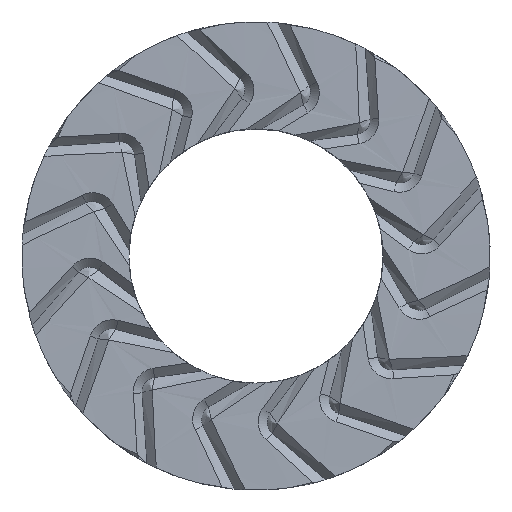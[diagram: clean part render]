
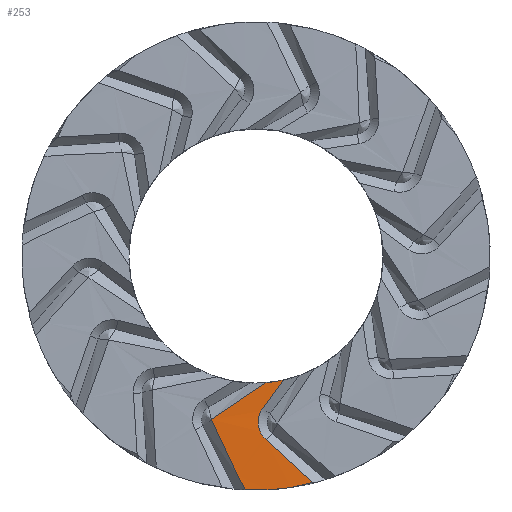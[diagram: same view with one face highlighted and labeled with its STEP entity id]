
A CAD part, top view. The second image highlights one B-rep face of the part: STEP entity #253.
In plain terms, the highlighted planar face has unit normal (0, 0, 1).
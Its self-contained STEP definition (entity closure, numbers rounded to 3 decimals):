
#253 = ADVANCED_FACE( '', ( #593 ), #594, .T. );
#593 = FACE_OUTER_BOUND( '', #1127, .T. );
#594 = PLANE( '', #1128 );
#1127 = EDGE_LOOP( '', ( #2054, #2055, #2056, #2057, #2058, #2059, #2060, #2061, #2062 ) );
#1128 = AXIS2_PLACEMENT_3D( '', #2063, #2064, #2065 );
#2054 = ORIENTED_EDGE( '', *, *, #2930, .T. );
#2055 = ORIENTED_EDGE( '', *, *, #3121, .T. );
#2056 = ORIENTED_EDGE( '', *, *, #3122, .F. );
#2057 = ORIENTED_EDGE( '', *, *, #3123, .T. );
#2058 = ORIENTED_EDGE( '', *, *, #3124, .T. );
#2059 = ORIENTED_EDGE( '', *, *, #3125, .F. );
#2060 = ORIENTED_EDGE( '', *, *, #3126, .F. );
#2061 = ORIENTED_EDGE( '', *, *, #2909, .F. );
#2062 = ORIENTED_EDGE( '', *, *, #2908, .F. );
#2063 = CARTESIAN_POINT( '', ( 0., 0., 0. ) );
#2064 = DIRECTION( '', ( 0., 0., 1. ) );
#2065 = DIRECTION( '', ( 1., 0., 0. ) );
#2908 = EDGE_CURVE( '', #3436, #3439, #3440, .T. );
#2909 = EDGE_CURVE( '', #3439, #3441, #3442, .T. );
#2930 = EDGE_CURVE( '', #3436, #3476, #3479, .F. );
#3121 = EDGE_CURVE( '', #3476, #3793, #3794, .T. );
#3122 = EDGE_CURVE( '', #3795, #3793, #3796, .T. );
#3123 = EDGE_CURVE( '', #3795, #3797, #3798, .T. );
#3124 = EDGE_CURVE( '', #3797, #3799, #3800, .T. );
#3125 = EDGE_CURVE( '', #3801, #3799, #3802, .T. );
#3126 = EDGE_CURVE( '', #3441, #3801, #3803, .T. );
#3436 = VERTEX_POINT( '', #4210 );
#3439 = VERTEX_POINT( '', #4214 );
#3440 = B_SPLINE_CURVE_WITH_KNOTS( '', 3, ( #4215, #4216, #4217, #4218 ), .UNSPECIFIED., .F., .F., ( 4, 4 ), ( 0., 1. ), .UNSPECIFIED. );
#3441 = VERTEX_POINT( '', #4219 );
#3442 = B_SPLINE_CURVE_WITH_KNOTS( '', 3, ( #4220, #4221, #4222, #4223 ), .UNSPECIFIED., .F., .F., ( 4, 4 ), ( 0., 1. ), .UNSPECIFIED. );
#3476 = VERTEX_POINT( '', #4278 );
#3479 = LINE( '', #4281, #4282 );
#3793 = VERTEX_POINT( '', #4767 );
#3794 = CIRCLE( '', #4768, 2.17 );
#3795 = VERTEX_POINT( '', #4769 );
#3796 = LINE( '', #4770, #4771 );
#3797 = VERTEX_POINT( '', #4772 );
#3798 = B_SPLINE_CURVE_WITH_KNOTS( '', 1, ( #4773, #4774 ), .UNSPECIFIED., .F., .F., ( 2, 2 ), ( 0., 1. ), .UNSPECIFIED. );
#3799 = VERTEX_POINT( '', #4775 );
#3800 = LINE( '', #4776, #4777 );
#3801 = VERTEX_POINT( '', #4778 );
#3802 = CIRCLE( '', #4779, 4. );
#3803 = LINE( '', #4780, #4781 );
#4210 = CARTESIAN_POINT( '', ( 0.115, -2.599, -0.007 ) );
#4214 = CARTESIAN_POINT( '', ( 0.072, -2.999, 0.001 ) );
#4215 = CARTESIAN_POINT( '', ( 0.114, -2.601, -0.009 ) );
#4216 = CARTESIAN_POINT( '', ( 0.027, -2.714, -0.007 ) );
#4217 = CARTESIAN_POINT( '', ( 0.016, -2.871, -0.003 ) );
#4218 = CARTESIAN_POINT( '', ( 0.072, -2.999, 0.001 ) );
#4219 = CARTESIAN_POINT( '', ( 0.179, -3.139, 0.002 ) );
#4220 = CARTESIAN_POINT( '', ( 0.072, -2.999, 0.001 ) );
#4221 = CARTESIAN_POINT( '', ( 0.095, -3.052, 0.002 ) );
#4222 = CARTESIAN_POINT( '', ( 0.13, -3.1, 0.004 ) );
#4223 = CARTESIAN_POINT( '', ( 0.175, -3.138, 0.005 ) );
#4278 = CARTESIAN_POINT( '', ( 0.466, -2.119, 0. ) );
#4281 = CARTESIAN_POINT( '', ( 0.111, -2.588, 0. ) );
#4282 = VECTOR( '', #5345, 1000. );
#4767 = CARTESIAN_POINT( '', ( 0.171, -2.163, 0. ) );
#4768 = AXIS2_PLACEMENT_3D( '', #5512, #5513, #5514 );
#4769 = CARTESIAN_POINT( '', ( -0.762, -2.79, 0. ) );
#4770 = CARTESIAN_POINT( '', ( 0.986, -1.686, 0. ) );
#4771 = VECTOR( '', #5515, 1000. );
#4772 = CARTESIAN_POINT( '', ( -0.312, -3.748, -0.002 ) );
#4773 = CARTESIAN_POINT( '', ( -0.771, -2.831, 0. ) );
#4774 = CARTESIAN_POINT( '', ( -0.316, -3.741, 0. ) );
#4775 = CARTESIAN_POINT( '', ( -0.184, -3.996, 0. ) );
#4776 = CARTESIAN_POINT( '', ( -0.308, -3.748, 0. ) );
#4777 = VECTOR( '', #5516, 1000. );
#4778 = CARTESIAN_POINT( '', ( 0.971, -3.867, -0.002 ) );
#4779 = AXIS2_PLACEMENT_3D( '', #5517, #5518, #5519 );
#4780 = CARTESIAN_POINT( '', ( -1.475, -1.7, 0. ) );
#4781 = VECTOR( '', #5520, 1000. );
#5345 = DIRECTION( '', ( -0.604, -0.797, 0. ) );
#5512 = CARTESIAN_POINT( '', ( 0., 0., 0. ) );
#5513 = DIRECTION( '', ( 0., 0., -1. ) );
#5514 = DIRECTION( '', ( 1., 0., 0. ) );
#5515 = DIRECTION( '', ( 0.863, 0.505, 0. ) );
#5516 = DIRECTION( '', ( 0.447, -0.895, 0. ) );
#5517 = CARTESIAN_POINT( '', ( 0., 0., 0. ) );
#5518 = DIRECTION( '', ( 0., 0., -1. ) );
#5519 = DIRECTION( '', ( 1., 0., 0. ) );
#5520 = DIRECTION( '', ( 0.755, -0.655, 0. ) );
